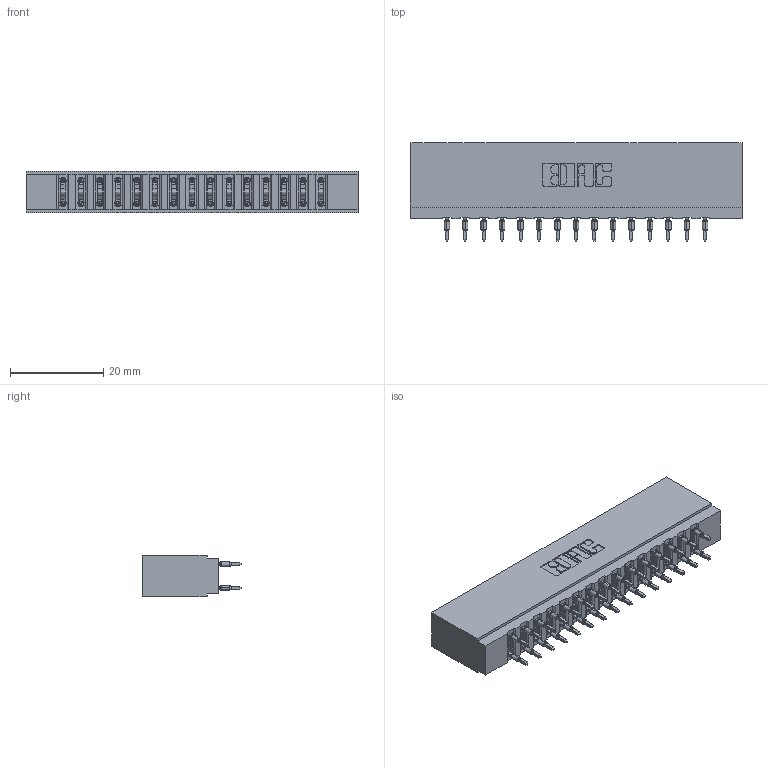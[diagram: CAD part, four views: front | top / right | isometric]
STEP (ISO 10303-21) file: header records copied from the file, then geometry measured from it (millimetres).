
FILE_DESCRIPTION (( 'STEP AP203' ), '1' );
FILE_NAME ('737-030-560-201.STEP', '2020-09-10T23:44:11', ( '' ), ( '' ), 'SwSTEP 2.0', 'SolidWorks 2020', '' );
FILE_SCHEMA (( 'CONFIG_CONTROL_DESIGN' ));
Length unit declared in the file: inch
Products named in the file (3): 745-292-001_560; 737 Part_Insulator Option - 01; 737-030-560-201
Assembly tree (31 placements, depth 2):
  737-030-560-201
    737 Part_Insulator Option - 01
    745-292-001_560  x30
Bounding box: 71.27 x 21.22 x 8.89 mm (x, y, z)
Volume: 7327.1 mm3; surface area: 10580.6 mm2
Topology: 31 solids, 31 shells, 3064 faces, 8385 edges, 5330 vertices
Faces by surface type: plane 1599, cylinder 685, bspline 600, torus 180
Entity records: 29730 total; most frequent: CARTESIAN_POINT 5673, ORIENTED_EDGE 5054, DIRECTION 4439, EDGE_CURVE 2527, LINE 2247, VECTOR 2247, VERTEX_POINT 1618, AXIS2_PLACEMENT_3D 1096
